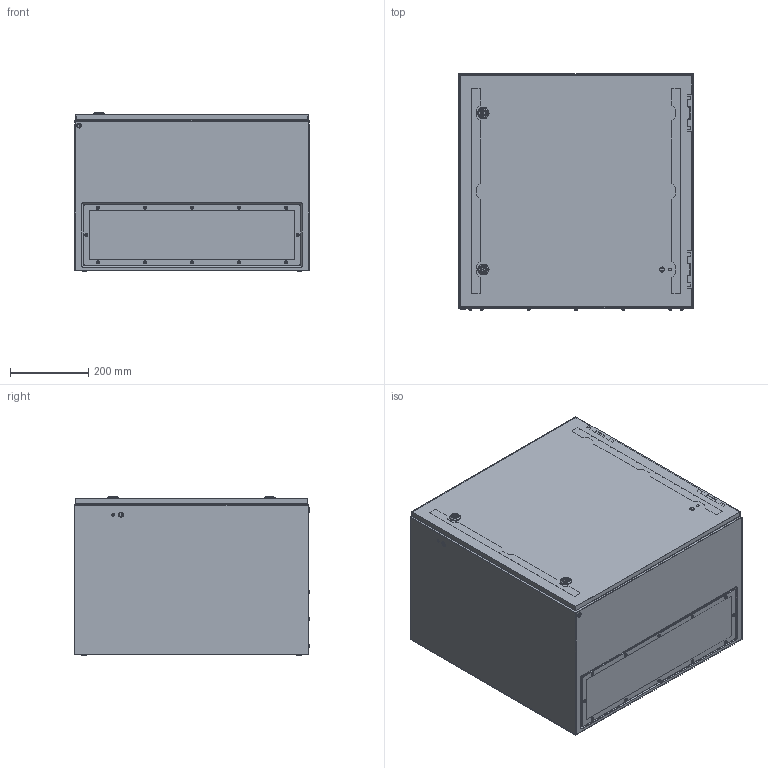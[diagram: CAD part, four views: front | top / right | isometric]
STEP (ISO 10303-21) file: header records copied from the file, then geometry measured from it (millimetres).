
FILE_DESCRIPTION (( 'STEP AP214' ), '1' );
FILE_NAME ('3331-6060-40-07.step', '2023-12-20T13:01:45', ( '' ), ( '' ), 'SwSTEP 2.0', 'SolidWorks 2019', '' );
FILE_SCHEMA (( 'AUTOMOTIVE_DESIGN' ));
Length unit declared in the file: millimetre
Products named in the file (5): Tuer_wg_3331-6060-00-97; 3331-6060-40-07; Kabeleinfuehrungsplatte_wg_3080-7055-12-27; Montageplattenbeipack_wg_6060; Korpus_wg_6060-40
Assembly tree (4 placements, depth 2):
  3331-6060-40-07
    Korpus_wg_6060-40
    Tuer_wg_3331-6060-00-97
    Kabeleinfuehrungsplatte_wg_3080-7055-12-27
    Montageplattenbeipack_wg_6060
Bounding box: 600 x 603.1 x 407 mm (x, y, z)
Volume: 2630630.4 mm3; surface area: 3683458.7 mm2
Topology: 35 solids, 35 shells, 1697 faces, 4244 edges, 2731 vertices
Faces by surface type: plane 963, cylinder 508, cone 164, torus 28, sphere 18, bspline 16
Entity records: 69086 total; most frequent: CARTESIAN_POINT 18349, DIRECTION 8648, ORIENTED_EDGE 8472, EDGE_CURVE 4236, AXIS2_PLACEMENT_3D 3084, VERTEX_POINT 2731, VECTOR 2480, LINE 2480
